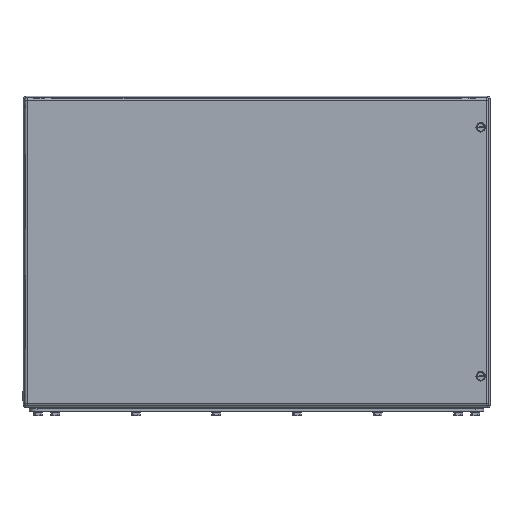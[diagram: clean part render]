
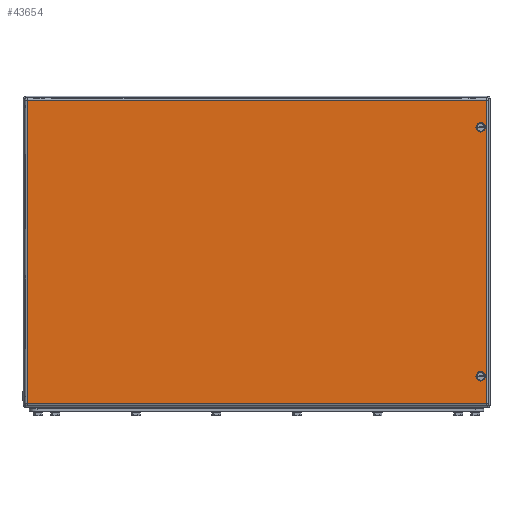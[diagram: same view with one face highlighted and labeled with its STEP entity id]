
A CAD part, top view. The second image highlights one B-rep face of the part: STEP entity #43654.
In plain terms, the highlighted planar face has unit normal (0, 0, 1).
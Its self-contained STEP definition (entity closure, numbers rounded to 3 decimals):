
#43596=AXIS2_PLACEMENT_3D('Plane Axis2P3D',#43593,#43594,#43595) ;
#43638=AXIS2_PLACEMENT_3D('Circle Axis2P3D',#43636,#43637,$) ;
#43647=AXIS2_PLACEMENT_3D('Circle Axis2P3D',#43645,#43646,$) ;
#43409=CARTESIAN_POINT('Vertex',(584.5,50.,199.984)) ;
#43413=CARTESIAN_POINT('Control Point',(584.5,50.,199.984)) ;
#43414=CARTESIAN_POINT('Control Point',(584.5,49.45,199.984)) ;
#43415=CARTESIAN_POINT('Control Point',(584.608,48.9,199.984)) ;
#43416=CARTESIAN_POINT('Control Point',(584.824,48.379,199.984)) ;
#43417=CARTESIAN_POINT('Control Point',(585.449,47.449,199.984)) ;
#43418=CARTESIAN_POINT('Control Point',(586.379,46.824,199.984)) ;
#43419=CARTESIAN_POINT('Control Point',(586.9,46.608,199.984)) ;
#43420=CARTESIAN_POINT('Control Point',(588.,46.392,199.984)) ;
#43421=CARTESIAN_POINT('Control Point',(589.1,46.608,199.984)) ;
#43422=CARTESIAN_POINT('Control Point',(589.621,46.824,199.984)) ;
#43423=CARTESIAN_POINT('Control Point',(590.551,47.449,199.984)) ;
#43424=CARTESIAN_POINT('Control Point',(591.176,48.379,199.984)) ;
#43425=CARTESIAN_POINT('Control Point',(591.392,48.9,199.984)) ;
#43426=CARTESIAN_POINT('Control Point',(591.5,49.45,199.984)) ;
#43427=CARTESIAN_POINT('Control Point',(591.5,50.,199.984)) ;
#43428=CARTESIAN_POINT('Vertex',(591.5,50.,199.984)) ;
#43570=CARTESIAN_POINT('Control Point',(591.5,50.,199.984)) ;
#43571=CARTESIAN_POINT('Control Point',(591.5,50.55,199.984)) ;
#43572=CARTESIAN_POINT('Control Point',(591.392,51.1,199.984)) ;
#43573=CARTESIAN_POINT('Control Point',(591.176,51.621,199.984)) ;
#43574=CARTESIAN_POINT('Control Point',(590.551,52.551,199.984)) ;
#43575=CARTESIAN_POINT('Control Point',(589.621,53.176,199.984)) ;
#43576=CARTESIAN_POINT('Control Point',(589.1,53.392,199.984)) ;
#43577=CARTESIAN_POINT('Control Point',(588.,53.608,199.984)) ;
#43578=CARTESIAN_POINT('Control Point',(586.9,53.392,199.984)) ;
#43579=CARTESIAN_POINT('Control Point',(586.379,53.176,199.984)) ;
#43580=CARTESIAN_POINT('Control Point',(585.449,52.551,199.984)) ;
#43581=CARTESIAN_POINT('Control Point',(584.824,51.621,199.984)) ;
#43582=CARTESIAN_POINT('Control Point',(584.608,51.1,199.984)) ;
#43583=CARTESIAN_POINT('Control Point',(584.5,50.55,199.984)) ;
#43584=CARTESIAN_POINT('Control Point',(584.5,50.,199.984)) ;
#43593=CARTESIAN_POINT('Axis2P3D Location',(300.,210.,199.984)) ;
#43598=CARTESIAN_POINT('Line Origine',(595.,210.,199.984)) ;
#43602=CARTESIAN_POINT('Vertex',(595.,15.,199.984)) ;
#43604=CARTESIAN_POINT('Vertex',(595.,405.,199.984)) ;
#43607=CARTESIAN_POINT('Line Origine',(300.,405.,199.984)) ;
#43611=CARTESIAN_POINT('Vertex',(5.,405.,199.984)) ;
#43614=CARTESIAN_POINT('Line Origine',(5.,210.,199.984)) ;
#43618=CARTESIAN_POINT('Vertex',(5.,15.,199.984)) ;
#43621=CARTESIAN_POINT('Line Origine',(300.,15.,199.984)) ;
#43636=CARTESIAN_POINT('Axis2P3D Location',(588.,370.,199.984)) ;
#43640=CARTESIAN_POINT('Vertex',(591.5,370.,199.984)) ;
#43642=CARTESIAN_POINT('Vertex',(584.5,370.,199.984)) ;
#43645=CARTESIAN_POINT('Axis2P3D Location',(588.,370.,199.984)) ;
#43594=DIRECTION('Axis2P3D Direction',(0.,0.,1.)) ;
#43595=DIRECTION('Axis2P3D XDirection',(1.,0.,0.)) ;
#43599=DIRECTION('Vector Direction',(0.,1.,0.)) ;
#43608=DIRECTION('Vector Direction',(-1.,0.,0.)) ;
#43615=DIRECTION('Vector Direction',(0.,-1.,0.)) ;
#43622=DIRECTION('Vector Direction',(1.,0.,0.)) ;
#43637=DIRECTION('Axis2P3D Direction',(0.,0.,1.)) ;
#43646=DIRECTION('Axis2P3D Direction',(0.,0.,1.)) ;
#43600=VECTOR('Line Direction',#43599,1.) ;
#43609=VECTOR('Line Direction',#43608,1.) ;
#43616=VECTOR('Line Direction',#43615,1.) ;
#43623=VECTOR('Line Direction',#43622,1.) ;
#43627=ORIENTED_EDGE('',*,*,#43606,.T.) ;
#43628=ORIENTED_EDGE('',*,*,#43613,.T.) ;
#43629=ORIENTED_EDGE('',*,*,#43620,.T.) ;
#43630=ORIENTED_EDGE('',*,*,#43625,.T.) ;
#43633=ORIENTED_EDGE('',*,*,#43585,.F.) ;
#43634=ORIENTED_EDGE('',*,*,#43430,.F.) ;
#43651=ORIENTED_EDGE('',*,*,#43644,.F.) ;
#43652=ORIENTED_EDGE('',*,*,#43649,.F.) ;
#43635=FACE_BOUND('',#43632,.T.) ;
#43653=FACE_BOUND('',#43650,.T.) ;
#43654=ADVANCED_FACE('74074_ZUB_DE_HS_KEBX_400x600-1/74074_DE_HS_KEBX_400x600-1-solid1',(#43631,#43635,#43653),#43597,.T.) ;
#43412=B_SPLINE_CURVE_WITH_KNOTS('',5,(#43413,#43414,#43415,#43416,#43417,#43418,#43419,#43420,#43421,#43422,#43423,#43424,#43425,#43426,#43427),.UNSPECIFIED.,.F.,.U.,(6,3,3,3,6),(-5.498,-2.749,0.,2.749,5.498),.UNSPECIFIED.) ;
#43569=B_SPLINE_CURVE_WITH_KNOTS('',5,(#43570,#43571,#43572,#43573,#43574,#43575,#43576,#43577,#43578,#43579,#43580,#43581,#43582,#43583,#43584),.UNSPECIFIED.,.F.,.U.,(6,3,3,3,6),(-5.498,-2.749,0.,2.749,5.498),.UNSPECIFIED.) ;
#43639=CIRCLE('generated circle',#43638,3.5) ;
#43648=CIRCLE('generated circle',#43647,3.5) ;
#43430=EDGE_CURVE('',#43410,#43429,#43412,.T.) ;
#43585=EDGE_CURVE('',#43429,#43410,#43569,.T.) ;
#43606=EDGE_CURVE('',#43603,#43605,#43601,.T.) ;
#43613=EDGE_CURVE('',#43605,#43612,#43610,.T.) ;
#43620=EDGE_CURVE('',#43612,#43619,#43617,.T.) ;
#43625=EDGE_CURVE('',#43619,#43603,#43624,.T.) ;
#43644=EDGE_CURVE('',#43641,#43643,#43639,.T.) ;
#43649=EDGE_CURVE('',#43643,#43641,#43648,.T.) ;
#43626=EDGE_LOOP('',(#43627,#43628,#43629,#43630)) ;
#43632=EDGE_LOOP('',(#43633,#43634)) ;
#43650=EDGE_LOOP('',(#43651,#43652)) ;
#43631=FACE_OUTER_BOUND('',#43626,.T.) ;
#43601=LINE('Line',#43598,#43600) ;
#43610=LINE('Line',#43607,#43609) ;
#43617=LINE('Line',#43614,#43616) ;
#43624=LINE('Line',#43621,#43623) ;
#43597=PLANE('',#43596) ;
#43410=VERTEX_POINT('',#43409) ;
#43429=VERTEX_POINT('',#43428) ;
#43603=VERTEX_POINT('',#43602) ;
#43605=VERTEX_POINT('',#43604) ;
#43612=VERTEX_POINT('',#43611) ;
#43619=VERTEX_POINT('',#43618) ;
#43641=VERTEX_POINT('',#43640) ;
#43643=VERTEX_POINT('',#43642) ;
